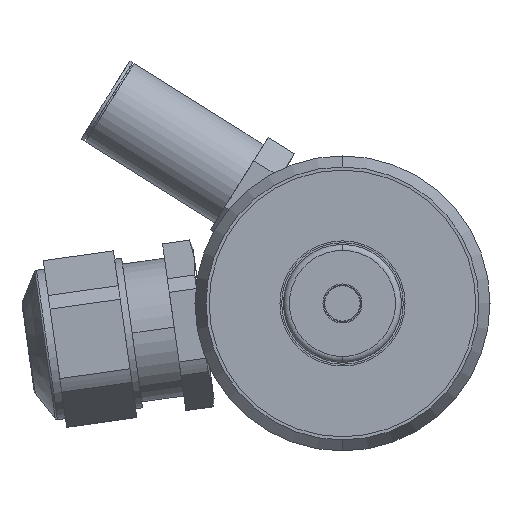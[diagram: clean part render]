
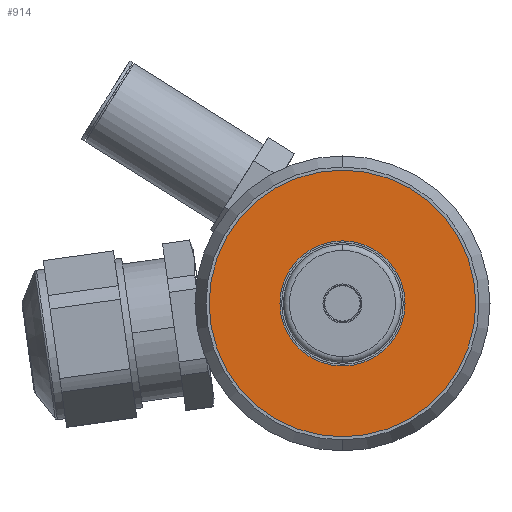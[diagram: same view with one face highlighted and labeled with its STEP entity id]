
A CAD part, left-side view. The second image highlights one B-rep face of the part: STEP entity #914.
In plain terms, the highlighted planar face has unit normal (-1, 0, 0).
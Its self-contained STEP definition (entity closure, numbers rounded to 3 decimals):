
#913 = EDGE_LOOP ( 'NONE', ( #1119, #1122 ) ) ;
#914 = ADVANCED_FACE ( 'NONE', ( #3650, #3657 ), #3622, .T. ) ;
#915 = EDGE_CURVE ( 'NONE', #934, #935, #3702, .T. ) ;
#919 = EDGE_CURVE ( 'NONE', #922, #923, #3643, .T. ) ;
#922 = VERTEX_POINT ( 'NONE', #3648 ) ;
#923 = VERTEX_POINT ( 'NONE', #3692 ) ;
#933 = EDGE_CURVE ( 'NONE', #935, #934, #3675, .T. ) ;
#934 = VERTEX_POINT ( 'NONE', #3079 ) ;
#935 = VERTEX_POINT ( 'NONE', #3074 ) ;
#1093 = EDGE_LOOP ( 'NONE', ( #1114, #1116 ) ) ;
#1114 = ORIENTED_EDGE ( 'NONE', *, *, #1140, .T. ) ;
#1116 = ORIENTED_EDGE ( 'NONE', *, *, #919, .T. ) ;
#1119 = ORIENTED_EDGE ( 'NONE', *, *, #933, .F. ) ;
#1122 = ORIENTED_EDGE ( 'NONE', *, *, #915, .F. ) ;
#1140 = EDGE_CURVE ( 'NONE', #923, #922, #3359, .T. ) ;
#3020 = AXIS2_PLACEMENT_3D ( 'NONE', #3087, #3365, #3537 ) ;
#3074 = CARTESIAN_POINT ( 'NONE',  ( -75.625, 14.719, 36.476 ) ) ;
#3079 = CARTESIAN_POINT ( 'NONE',  ( -75.625, 4.119, 36.476 ) ) ;
#3087 = CARTESIAN_POINT ( 'NONE',  ( -75.625, 9.419, 36.476 ) ) ;
#3359 = CIRCLE ( 'NONE', #3020, 11.3 ) ;
#3365 = DIRECTION ( 'NONE',  ( -1., 0., 0. ) ) ;
#3530 = DIRECTION ( 'NONE',  ( 0., -1., 0. ) ) ;
#3531 = DIRECTION ( 'NONE',  ( -1., 0., 0. ) ) ;
#3537 = DIRECTION ( 'NONE',  ( 0., -1., 0. ) ) ;
#3622 = PLANE ( 'NONE',  #3655 ) ;
#3638 = DIRECTION ( 'NONE',  ( 0., -1., 0. ) ) ;
#3640 = CARTESIAN_POINT ( 'NONE',  ( -75.625, 9.419, 36.476 ) ) ;
#3642 = DIRECTION ( 'NONE',  ( -1., 0., 0. ) ) ;
#3643 = CIRCLE ( 'NONE', #3688, 11.3 ) ;
#3648 = CARTESIAN_POINT ( 'NONE',  ( -75.625, -1.881, 36.476 ) ) ;
#3649 = CARTESIAN_POINT ( 'NONE',  ( -75.625, 9.419, 36.476 ) ) ;
#3650 = FACE_OUTER_BOUND ( 'NONE', #1093, .T. ) ;
#3655 = AXIS2_PLACEMENT_3D ( 'NONE', #3649, #3642, #3638 ) ;
#3657 = FACE_BOUND ( 'NONE', #913, .T. ) ;
#3667 = CARTESIAN_POINT ( 'NONE',  ( -75.625, 9.419, 36.476 ) ) ;
#3672 = AXIS2_PLACEMENT_3D ( 'NONE', #3667, #3531, #3530 ) ;
#3675 = CIRCLE ( 'NONE', #3672, 5.3 ) ;
#3686 = DIRECTION ( 'NONE',  ( 0., -1., 0. ) ) ;
#3687 = DIRECTION ( 'NONE',  ( -1., 0., 0. ) ) ;
#3688 = AXIS2_PLACEMENT_3D ( 'NONE', #3640, #3687, #3686 ) ;
#3692 = CARTESIAN_POINT ( 'NONE',  ( -75.625, 20.719, 36.476 ) ) ;
#3698 = DIRECTION ( 'NONE',  ( 0., -1., 0. ) ) ;
#3699 = DIRECTION ( 'NONE',  ( -1., 0., 0. ) ) ;
#3700 = CARTESIAN_POINT ( 'NONE',  ( -75.625, 9.419, 36.476 ) ) ;
#3701 = AXIS2_PLACEMENT_3D ( 'NONE', #3700, #3699, #3698 ) ;
#3702 = CIRCLE ( 'NONE', #3701, 5.3 ) ;
